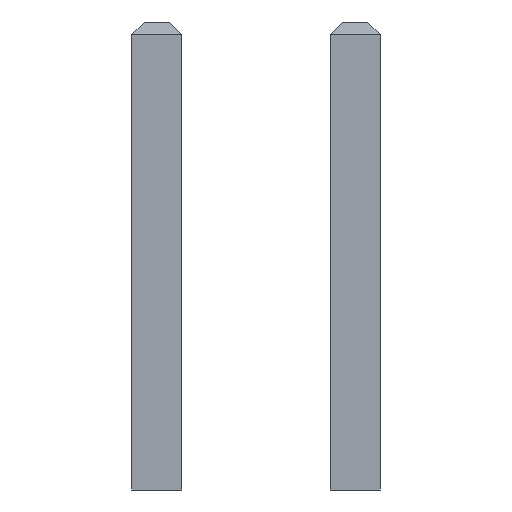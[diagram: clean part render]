
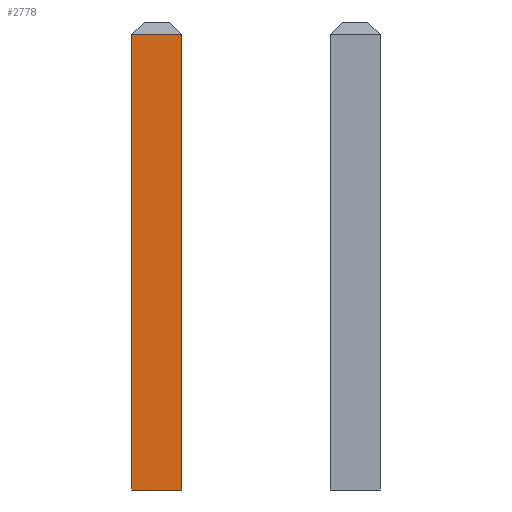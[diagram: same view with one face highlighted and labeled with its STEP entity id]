
A CAD part, front view. The second image highlights one B-rep face of the part: STEP entity #2778.
In plain terms, the highlighted planar face has unit normal (0, -1, 0).
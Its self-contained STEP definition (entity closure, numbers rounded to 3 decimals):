
#2662 = EDGE_CURVE('',#2663,#2665,#2667,.T.);
#2663 = VERTEX_POINT('',#2664);
#2664 = CARTESIAN_POINT('',(0.32,-40.96,2.55));
#2665 = VERTEX_POINT('',#2666);
#2666 = CARTESIAN_POINT('',(0.32,-40.96,8.38));
#2667 = SURFACE_CURVE('',#2668,(#2672,#2684),.PCURVE_S1.);
#2668 = LINE('',#2669,#2670);
#2669 = CARTESIAN_POINT('',(0.32,-40.96,-3.));
#2670 = VECTOR('',#2671,1.);
#2671 = DIRECTION('',(0.,0.,1.));
#2672 = PCURVE('',#2673,#2678);
#2673 = PLANE('',#2674);
#2674 = AXIS2_PLACEMENT_3D('',#2675,#2676,#2677);
#2675 = CARTESIAN_POINT('',(0.32,-40.96,-3.));
#2676 = DIRECTION('',(1.,0.,0.));
#2677 = DIRECTION('',(0.,0.,1.));
#2678 = DEFINITIONAL_REPRESENTATION('',(#2679),#2683);
#2679 = LINE('',#2680,#2681);
#2680 = CARTESIAN_POINT('',(0.,0.));
#2681 = VECTOR('',#2682,1.);
#2682 = DIRECTION('',(1.,0.));
#2683 = ( GEOMETRIC_REPRESENTATION_CONTEXT(2) 
PARAMETRIC_REPRESENTATION_CONTEXT() REPRESENTATION_CONTEXT('2D SPACE',''
  ) );
#2684 = PCURVE('',#2685,#2690);
#2685 = PLANE('',#2686);
#2686 = AXIS2_PLACEMENT_3D('',#2687,#2688,#2689);
#2687 = CARTESIAN_POINT('',(-0.32,-40.96,-3.));
#2688 = DIRECTION('',(0.,1.,0.));
#2689 = DIRECTION('',(0.,0.,1.));
#2690 = DEFINITIONAL_REPRESENTATION('',(#2691),#2695);
#2691 = LINE('',#2692,#2693);
#2692 = CARTESIAN_POINT('',(0.,0.64));
#2693 = VECTOR('',#2694,1.);
#2694 = DIRECTION('',(1.,0.));
#2695 = ( GEOMETRIC_REPRESENTATION_CONTEXT(2) 
PARAMETRIC_REPRESENTATION_CONTEXT() REPRESENTATION_CONTEXT('2D SPACE',''
  ) );
#2713 = PLANE('',#2714);
#2714 = AXIS2_PLACEMENT_3D('',#2715,#2716,#2717);
#2715 = CARTESIAN_POINT('',(-2.54,2.54,2.55));
#2716 = DIRECTION('',(0.,0.,-1.));
#2717 = DIRECTION('',(1.,0.,0.));
#2778 = ADVANCED_FACE('',(#2779),#2685,.F.);
#2779 = FACE_BOUND('',#2780,.F.);
#2780 = EDGE_LOOP('',(#2781,#2782,#2805,#2833));
#2781 = ORIENTED_EDGE('',*,*,#2662,.F.);
#2782 = ORIENTED_EDGE('',*,*,#2783,.T.);
#2783 = EDGE_CURVE('',#2663,#2784,#2786,.T.);
#2784 = VERTEX_POINT('',#2785);
#2785 = CARTESIAN_POINT('',(-0.32,-40.96,2.55));
#2786 = SURFACE_CURVE('',#2787,(#2791,#2798),.PCURVE_S1.);
#2787 = LINE('',#2788,#2789);
#2788 = CARTESIAN_POINT('',(-1.43,-40.96,2.55));
#2789 = VECTOR('',#2790,1.);
#2790 = DIRECTION('',(-1.,0.,0.));
#2791 = PCURVE('',#2685,#2792);
#2792 = DEFINITIONAL_REPRESENTATION('',(#2793),#2797);
#2793 = LINE('',#2794,#2795);
#2794 = CARTESIAN_POINT('',(5.55,-1.11));
#2795 = VECTOR('',#2796,1.);
#2796 = DIRECTION('',(-0.,-1.));
#2797 = ( GEOMETRIC_REPRESENTATION_CONTEXT(2) 
PARAMETRIC_REPRESENTATION_CONTEXT() REPRESENTATION_CONTEXT('2D SPACE',''
  ) );
#2798 = PCURVE('',#2713,#2799);
#2799 = DEFINITIONAL_REPRESENTATION('',(#2800),#2804);
#2800 = LINE('',#2801,#2802);
#2801 = CARTESIAN_POINT('',(1.11,43.5));
#2802 = VECTOR('',#2803,1.);
#2803 = DIRECTION('',(-1.,0.));
#2804 = ( GEOMETRIC_REPRESENTATION_CONTEXT(2) 
PARAMETRIC_REPRESENTATION_CONTEXT() REPRESENTATION_CONTEXT('2D SPACE',''
  ) );
#2805 = ORIENTED_EDGE('',*,*,#2806,.T.);
#2806 = EDGE_CURVE('',#2784,#2807,#2809,.T.);
#2807 = VERTEX_POINT('',#2808);
#2808 = CARTESIAN_POINT('',(-0.32,-40.96,8.38));
#2809 = SURFACE_CURVE('',#2810,(#2814,#2821),.PCURVE_S1.);
#2810 = LINE('',#2811,#2812);
#2811 = CARTESIAN_POINT('',(-0.32,-40.96,-3.));
#2812 = VECTOR('',#2813,1.);
#2813 = DIRECTION('',(0.,0.,1.));
#2814 = PCURVE('',#2685,#2815);
#2815 = DEFINITIONAL_REPRESENTATION('',(#2816),#2820);
#2816 = LINE('',#2817,#2818);
#2817 = CARTESIAN_POINT('',(0.,0.));
#2818 = VECTOR('',#2819,1.);
#2819 = DIRECTION('',(1.,0.));
#2820 = ( GEOMETRIC_REPRESENTATION_CONTEXT(2) 
PARAMETRIC_REPRESENTATION_CONTEXT() REPRESENTATION_CONTEXT('2D SPACE',''
  ) );
#2821 = PCURVE('',#2822,#2827);
#2822 = PLANE('',#2823);
#2823 = AXIS2_PLACEMENT_3D('',#2824,#2825,#2826);
#2824 = CARTESIAN_POINT('',(-0.32,-40.96,-3.));
#2825 = DIRECTION('',(1.,0.,0.));
#2826 = DIRECTION('',(0.,0.,1.));
#2827 = DEFINITIONAL_REPRESENTATION('',(#2828),#2832);
#2828 = LINE('',#2829,#2830);
#2829 = CARTESIAN_POINT('',(0.,0.));
#2830 = VECTOR('',#2831,1.);
#2831 = DIRECTION('',(1.,0.));
#2832 = ( GEOMETRIC_REPRESENTATION_CONTEXT(2) 
PARAMETRIC_REPRESENTATION_CONTEXT() REPRESENTATION_CONTEXT('2D SPACE',''
  ) );
#2833 = ORIENTED_EDGE('',*,*,#2834,.T.);
#2834 = EDGE_CURVE('',#2807,#2665,#2835,.T.);
#2835 = SURFACE_CURVE('',#2836,(#2840,#2847),.PCURVE_S1.);
#2836 = LINE('',#2837,#2838);
#2837 = CARTESIAN_POINT('',(-0.32,-40.96,8.38));
#2838 = VECTOR('',#2839,1.);
#2839 = DIRECTION('',(1.,0.,0.));
#2840 = PCURVE('',#2685,#2841);
#2841 = DEFINITIONAL_REPRESENTATION('',(#2842),#2846);
#2842 = LINE('',#2843,#2844);
#2843 = CARTESIAN_POINT('',(11.38,0.));
#2844 = VECTOR('',#2845,1.);
#2845 = DIRECTION('',(0.,1.));
#2846 = ( GEOMETRIC_REPRESENTATION_CONTEXT(2) 
PARAMETRIC_REPRESENTATION_CONTEXT() REPRESENTATION_CONTEXT('2D SPACE',''
  ) );
#2847 = PCURVE('',#2848,#2853);
#2848 = PLANE('',#2849);
#2849 = AXIS2_PLACEMENT_3D('',#2850,#2851,#2852);
#2850 = CARTESIAN_POINT('',(-0.32,-40.88,8.46));
#2851 = DIRECTION('',(0.,0.707,-0.707
    ));
#2852 = DIRECTION('',(-1.,0.,0.));
#2853 = DEFINITIONAL_REPRESENTATION('',(#2854),#2858);
#2854 = LINE('',#2855,#2856);
#2855 = CARTESIAN_POINT('',(0.,-0.113));
#2856 = VECTOR('',#2857,1.);
#2857 = DIRECTION('',(-1.,0.));
#2858 = ( GEOMETRIC_REPRESENTATION_CONTEXT(2) 
PARAMETRIC_REPRESENTATION_CONTEXT() REPRESENTATION_CONTEXT('2D SPACE',''
  ) );
